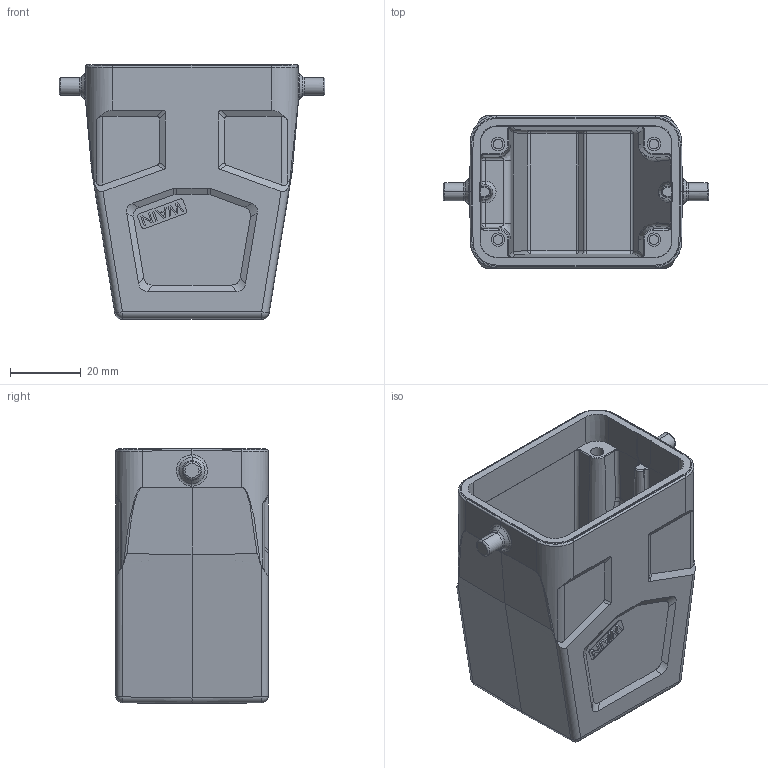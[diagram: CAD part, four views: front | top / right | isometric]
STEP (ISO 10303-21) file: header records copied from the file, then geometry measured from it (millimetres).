
FILE_DESCRIPTION((''),'2;1');
FILE_NAME('W6B-BEH','2017-02-20T',('sh.ye'),(''),'PRO/ENGINEER BY PARAMETRIC TECHNOLOGY CORPORATION, 2010180','PRO/ENGINEER BY PARAMETRIC TECHNOLOGY CORPORATION, 2010180','');
FILE_SCHEMA(('AUTOMOTIVE_DESIGN { 1 0 10303 214 1 1 1 1 }'));
Length unit declared in the file: millimetre
Products named in the file (1): W6B-BEH
Bounding box: 75 x 43 x 72 mm (x, y, z)
Volume: 59551.3 mm3; surface area: 28474.2 mm2
Topology: 1 solids, 1 shells, 428 faces, 1073 edges, 670 vertices
Faces by surface type: plane 190, cylinder 136, bspline 45, extrusion 20, sphere 16, torus 11, cone 10
Entity records: 16947 total; most frequent: CARTESIAN_POINT 7081, ORIENTED_EDGE 2146, DIRECTION 1764, EDGE_CURVE 1073, VERTEX_POINT 670, VECTOR 632, LINE 612, AXIS2_PLACEMENT_3D 566
